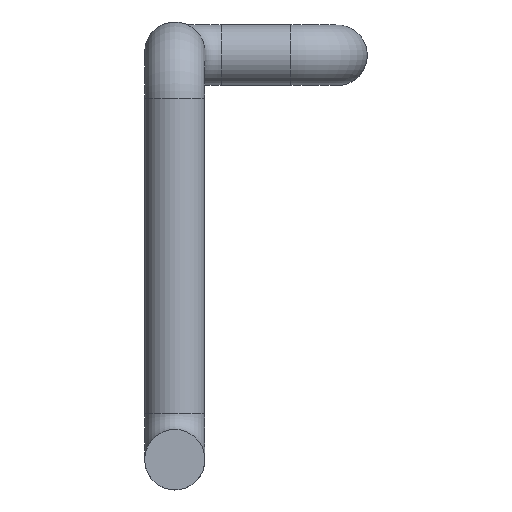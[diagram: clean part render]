
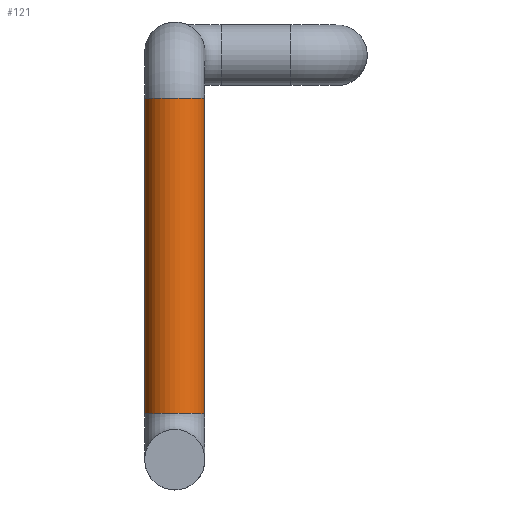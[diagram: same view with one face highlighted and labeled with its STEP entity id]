
A CAD part, top view. The second image highlights one B-rep face of the part: STEP entity #121.
In plain terms, the highlighted cylindrical face has radius 0.65 mm (diameter 1.3 mm), a full revolution.
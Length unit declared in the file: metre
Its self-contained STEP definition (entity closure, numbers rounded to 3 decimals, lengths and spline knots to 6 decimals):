
#33=ORIENTED_EDGE('',*,*,#46,.F.);
#34=ORIENTED_EDGE('',*,*,#47,.T.);
#46=EDGE_CURVE('',#56,#56,#66,.T.);
#47=EDGE_CURVE('',#57,#57,#67,.T.);
#56=VERTEX_POINT('',#228);
#57=VERTEX_POINT('',#231);
#66=CIRCLE('',#153,0.00065);
#67=CIRCLE('',#155,0.00065);
#83=EDGE_LOOP('',(#33));
#84=EDGE_LOOP('',(#34));
#103=FACE_BOUND('',#83,.T.);
#104=FACE_BOUND('',#84,.T.);
#112=CYLINDRICAL_SURFACE('',#154,0.00065);
#121=ADVANCED_FACE('',(#103,#104),#112,.T.);
#153=AXIS2_PLACEMENT_3D('',#227,#192,#193);
#154=AXIS2_PLACEMENT_3D('',#229,#194,#195);
#155=AXIS2_PLACEMENT_3D('',#230,#196,#197);
#192=DIRECTION('',(0.,-1.,0.));
#193=DIRECTION('',(1.,0.,0.));
#194=DIRECTION('',(0.,-1.,0.));
#195=DIRECTION('',(0.,0.,-1.));
#196=DIRECTION('',(0.,-1.,0.));
#197=DIRECTION('',(1.,0.,0.));
#227=CARTESIAN_POINT('',(-0.0035,-0.007793,0.038553));
#228=CARTESIAN_POINT('',(-0.00285,-0.007793,0.038553));
#229=CARTESIAN_POINT('',(-0.0035,-0.001,0.038553));
#230=CARTESIAN_POINT('',(-0.0035,-0.001,0.038553));
#231=CARTESIAN_POINT('',(-0.00285,-0.001,0.038553));
